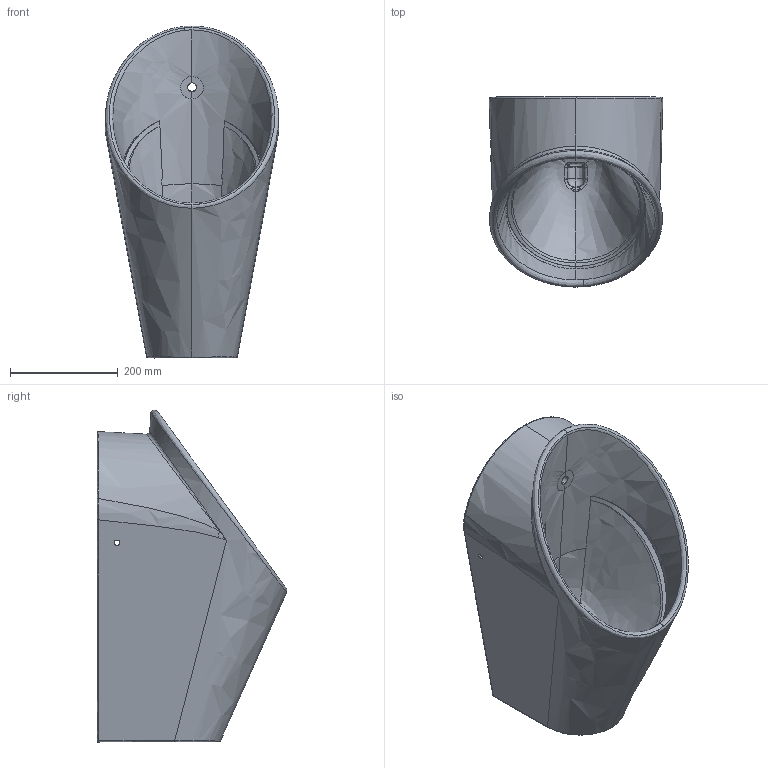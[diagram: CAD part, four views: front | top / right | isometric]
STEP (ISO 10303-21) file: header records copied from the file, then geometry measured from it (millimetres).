
FILE_DESCRIPTION (( 'STEP AP203' ), '1' );
FILE_NAME ('Conic.STEP', '2019-08-08T11:22:33', ( '' ), ( '' ), 'SwSTEP 2.0', 'SolidWorks 2019', '' );
FILE_SCHEMA (( 'CONFIG_CONTROL_DESIGN' ));
Length unit declared in the file: millimetre
Products named in the file (1): Conic
Bounding box: 321.82 x 351.86 x 615.08 mm (x, y, z)
Volume: 12781557.4 mm3; surface area: 996071.3 mm2
Topology: 1 solids, 1 shells, 172 faces, 476 edges, 297 vertices
Faces by surface type: bspline 145, plane 25, cylinder 2
Entity records: 34847 total; most frequent: CARTESIAN_POINT 31923, ORIENTED_EDGE 936, EDGE_CURVE 468, B_SPLINE_CURVE_WITH_KNOTS 441, VERTEX_POINT 297, EDGE_LOOP 179, FACE_OUTER_BOUND 172, ADVANCED_FACE 172
